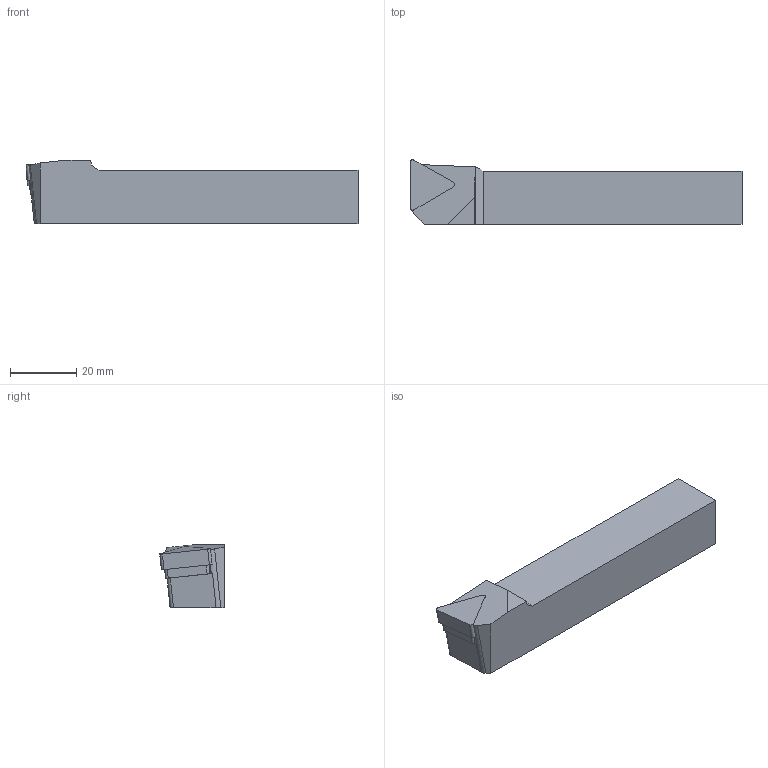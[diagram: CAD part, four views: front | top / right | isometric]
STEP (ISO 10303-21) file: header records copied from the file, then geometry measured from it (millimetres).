
FILE_DESCRIPTION(/* description */ (''),/* implementation_level */ '2;1');
FILE_NAME(/* name */ 'PTFNL-1616-H16.stp',/* time_stamp */ '2023-10-02T11:04:18+03:00',/* author */ (''),/* organization */ (''),/* preprocessor_version */ 'ST-DEVELOPER v19.4',/* originating_system */ 'SIEMENS PLM Software NX2306.3001',/* authorisation */ '');
FILE_SCHEMA (('AUTOMOTIVE_DESIGN { 1 0 10303 214 3 1 1 1 }'));
Length unit declared in the file: millimetre
Products named in the file (1): PTFNR-1616-H16
Bounding box: 100 x 19.43 x 19 mm (x, y, z)
Volume: 26138.3 mm3; surface area: 7462.6 mm2
Topology: 2 solids, 2 shells, 35 faces, 90 edges, 59 vertices
Faces by surface type: plane 26, cylinder 9
Entity records: 1089 total; most frequent: CARTESIAN_POINT 185, DIRECTION 182, ORIENTED_EDGE 180, EDGE_CURVE 90, LINE 70, VECTOR 70, VERTEX_POINT 59, AXIS2_PLACEMENT_3D 56
